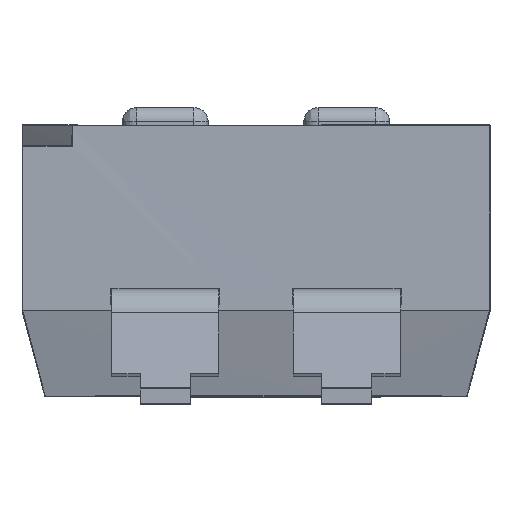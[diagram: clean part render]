
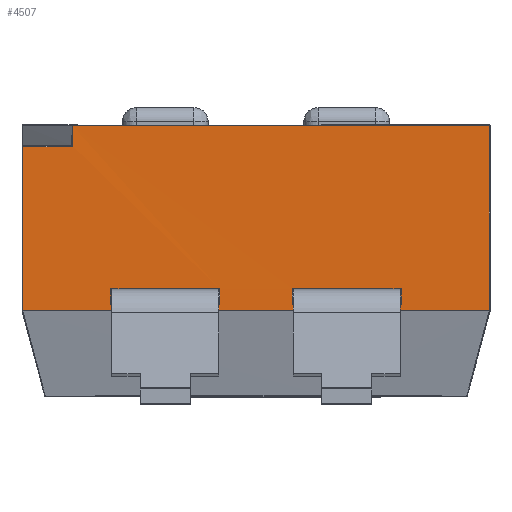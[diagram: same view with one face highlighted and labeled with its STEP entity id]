
A CAD part, top view. The second image highlights one B-rep face of the part: STEP entity #4507.
In plain terms, the highlighted planar face has unit normal (0, 0, 1).
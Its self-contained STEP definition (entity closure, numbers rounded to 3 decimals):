
#46 = VECTOR ( 'NONE', #8686, 1000. ) ;
#69 = EDGE_CURVE ( 'NONE', #3876, #6140, #5789, .T. ) ;
#129 = EDGE_CURVE ( 'NONE', #8609, #5154, #5979, .T. ) ;
#571 = CARTESIAN_POINT ( 'NONE',  ( 3.275, 1.29, 3.35 ) ) ;
#579 = VECTOR ( 'NONE', #8778, 1000. ) ;
#618 = LINE ( 'NONE', #2295, #1760 ) ;
#742 = CARTESIAN_POINT ( 'NONE',  ( 3.275, 3.49, 3.35 ) ) ;
#802 = VECTOR ( 'NONE', #5224, 1000. ) ;
#876 = DIRECTION ( 'NONE',  ( 0., -1., 0. ) ) ;
#945 = VERTEX_POINT ( 'NONE', #8846 ) ;
#999 = CARTESIAN_POINT ( 'NONE',  ( -2.571, 3.499, 3.35 ) ) ;
#1225 = EDGE_CURVE ( 'NONE', #7167, #945, #4695, .T. ) ;
#1302 = VERTEX_POINT ( 'NONE', #4927 ) ;
#1311 = DIRECTION ( 'NONE',  ( -1., 0., 0. ) ) ;
#1357 = DIRECTION ( 'NONE',  ( 1., 0., 0. ) ) ;
#1366 = CARTESIAN_POINT ( 'NONE',  ( 2.03, 1.29, 3.35 ) ) ;
#1419 = ORIENTED_EDGE ( 'NONE', *, *, #7482, .F. ) ;
#1427 = VERTEX_POINT ( 'NONE', #1366 ) ;
#1534 = LINE ( 'NONE', #742, #802 ) ;
#1623 = CARTESIAN_POINT ( 'NONE',  ( -2.573, 3.794, 3.345 ) ) ;
#1760 = VECTOR ( 'NONE', #8154, 1000. ) ;
#1918 = ORIENTED_EDGE ( 'NONE', *, *, #9233, .F. ) ;
#1993 = VECTOR ( 'NONE', #876, 1000. ) ;
#2059 = B_SPLINE_CURVE_WITH_KNOTS ( 'NONE', 3,
 ( #5846, #8791, #999, #4224 ),
 .UNSPECIFIED., .F., .F.,
 ( 4, 4 ),
 ( 0., 1. ),
 .UNSPECIFIED. ) ;
#2064 = EDGE_CURVE ( 'NONE', #1302, #4422, #4214, .T. ) ;
#2088 = CARTESIAN_POINT ( 'NONE',  ( 3.275, 3.79, 3.35 ) ) ;
#2291 = EDGE_LOOP ( 'NONE', ( #9354, #5762, #5347, #1918 ) ) ;
#2295 = CARTESIAN_POINT ( 'NONE',  ( -2.571, 3.8, 3.35 ) ) ;
#2343 = VERTEX_POINT ( 'NONE', #4013 ) ;
#2631 = CARTESIAN_POINT ( 'NONE',  ( 3.275, 1.504, 3.35 ) ) ;
#2996 = CARTESIAN_POINT ( 'NONE',  ( -2.571, 3.51, 3.35 ) ) ;
#3145 = VECTOR ( 'NONE', #4319, 1000. ) ;
#3182 = VECTOR ( 'NONE', #6026, 1000. ) ;
#3209 = ORIENTED_EDGE ( 'NONE', *, *, #129, .F. ) ;
#3520 = CARTESIAN_POINT ( 'NONE',  ( 3.275, 1.504, 3.35 ) ) ;
#3640 = CARTESIAN_POINT ( 'NONE',  ( -2.599, 3.49, 3.35 ) ) ;
#3759 = CARTESIAN_POINT ( 'NONE',  ( -3.265, 3.8, 3.35 ) ) ;
#3806 = EDGE_CURVE ( 'NONE', #4219, #1302, #5216, .T. ) ;
#3855 = VECTOR ( 'NONE', #1311, 1000. ) ;
#3871 = VECTOR ( 'NONE', #1357, 1000. ) ;
#3876 = VERTEX_POINT ( 'NONE', #8895 ) ;
#3929 = VERTEX_POINT ( 'NONE', #1623 ) ;
#3942 = FACE_BOUND ( 'NONE', #9225, .T. ) ;
#4013 = CARTESIAN_POINT ( 'NONE',  ( 0.51, 1.29, 3.35 ) ) ;
#4088 = VERTEX_POINT ( 'NONE', #4404 ) ;
#4214 = LINE ( 'NONE', #4906, #3855 ) ;
#4219 = VERTEX_POINT ( 'NONE', #9218 ) ;
#4224 = CARTESIAN_POINT ( 'NONE',  ( -2.571, 3.51, 3.35 ) ) ;
#4307 = LINE ( 'NONE', #5834, #579 ) ;
#4319 = DIRECTION ( 'NONE',  ( 0., -1., 0. ) ) ;
#4404 = CARTESIAN_POINT ( 'NONE',  ( -3.265, 3.49, 3.35 ) ) ;
#4422 = VERTEX_POINT ( 'NONE', #8085 ) ;
#4507 = ADVANCED_FACE ( 'NONE', ( #6243, #3942, #9195 ), #9100, .F. ) ;
#4556 = VECTOR ( 'NONE', #8196, 1000. ) ;
#4695 = LINE ( 'NONE', #2631, #9118 ) ;
#4785 = EDGE_CURVE ( 'NONE', #1427, #7167, #4307, .T. ) ;
#4850 = EDGE_CURVE ( 'NONE', #3929, #4219, #6555, .T. ) ;
#4906 = CARTESIAN_POINT ( 'NONE',  ( 3.275, 1.201, 3.35 ) ) ;
#4912 = EDGE_LOOP ( 'NONE', ( #8884, #6013, #6740, #7372, #1419, #5725, #9201 ) ) ;
#4927 = CARTESIAN_POINT ( 'NONE',  ( 3.265, 1.201, 3.35 ) ) ;
#5060 = CARTESIAN_POINT ( 'NONE',  ( 3.265, 3.8, 3.35 ) ) ;
#5154 = VERTEX_POINT ( 'NONE', #5236 ) ;
#5216 = LINE ( 'NONE', #5060, #7602 ) ;
#5224 = DIRECTION ( 'NONE',  ( 1., 0., 0. ) ) ;
#5236 = CARTESIAN_POINT ( 'NONE',  ( -0.51, 1.29, 3.35 ) ) ;
#5245 = LINE ( 'NONE', #3759, #3182 ) ;
#5275 = EDGE_CURVE ( 'NONE', #8086, #8280, #2059, .T. ) ;
#5319 = CARTESIAN_POINT ( 'NONE',  ( -2.03, 1.504, 3.35 ) ) ;
#5347 = ORIENTED_EDGE ( 'NONE', *, *, #9599, .F. ) ;
#5362 = LINE ( 'NONE', #5546, #9046 ) ;
#5398 = CARTESIAN_POINT ( 'NONE',  ( 3.275, 1.29, 3.35 ) ) ;
#5469 = EDGE_CURVE ( 'NONE', #6140, #8609, #7014, .T. ) ;
#5546 = CARTESIAN_POINT ( 'NONE',  ( -0.51, 3.8, 3.35 ) ) ;
#5622 = DIRECTION ( 'NONE',  ( -1., 0., 0. ) ) ;
#5725 = ORIENTED_EDGE ( 'NONE', *, *, #2064, .F. ) ;
#5762 = ORIENTED_EDGE ( 'NONE', *, *, #4785, .F. ) ;
#5789 = LINE ( 'NONE', #3520, #46 ) ;
#5834 = CARTESIAN_POINT ( 'NONE',  ( 2.03, 3.8, 3.35 ) ) ;
#5844 = LINE ( 'NONE', #8938, #3145 ) ;
#5846 = CARTESIAN_POINT ( 'NONE',  ( -2.599, 3.49, 3.35 ) ) ;
#5933 = DIRECTION ( 'NONE',  ( 1., 0., 0. ) ) ;
#5979 = LINE ( 'NONE', #5398, #6316 ) ;
#6013 = ORIENTED_EDGE ( 'NONE', *, *, #7515, .F. ) ;
#6026 = DIRECTION ( 'NONE',  ( 0., 1., 0. ) ) ;
#6074 = AXIS2_PLACEMENT_3D ( 'NONE', #7599, #6930, #8474 ) ;
#6140 = VERTEX_POINT ( 'NONE', #5319 ) ;
#6145 = CARTESIAN_POINT ( 'NONE',  ( 2.03, 1.504, 3.35 ) ) ;
#6243 = FACE_OUTER_BOUND ( 'NONE', #4912, .T. ) ;
#6316 = VECTOR ( 'NONE', #5933, 1000. ) ;
#6555 = LINE ( 'NONE', #2088, #3871 ) ;
#6740 = ORIENTED_EDGE ( 'NONE', *, *, #5275, .F. ) ;
#6930 = DIRECTION ( 'NONE',  ( 0., 0., -1. ) ) ;
#7014 = LINE ( 'NONE', #9183, #1993 ) ;
#7104 = EDGE_CURVE ( 'NONE', #4088, #8086, #1534, .T. ) ;
#7167 = VERTEX_POINT ( 'NONE', #6145 ) ;
#7372 = ORIENTED_EDGE ( 'NONE', *, *, #7104, .F. ) ;
#7430 = ORIENTED_EDGE ( 'NONE', *, *, #9342, .F. ) ;
#7482 = EDGE_CURVE ( 'NONE', #4422, #4088, #5245, .T. ) ;
#7515 = EDGE_CURVE ( 'NONE', #8280, #3929, #618, .T. ) ;
#7532 = DIRECTION ( 'NONE',  ( 0., 1., 0. ) ) ;
#7599 = CARTESIAN_POINT ( 'NONE',  ( 3.275, 3.8, 3.35 ) ) ;
#7602 = VECTOR ( 'NONE', #9608, 1000. ) ;
#7728 = ORIENTED_EDGE ( 'NONE', *, *, #69, .F. ) ;
#8085 = CARTESIAN_POINT ( 'NONE',  ( -3.265, 1.201, 3.35 ) ) ;
#8086 = VERTEX_POINT ( 'NONE', #3640 ) ;
#8154 = DIRECTION ( 'NONE',  ( 0., 1., 0. ) ) ;
#8196 = DIRECTION ( 'NONE',  ( 1., 0., 0. ) ) ;
#8280 = VERTEX_POINT ( 'NONE', #2996 ) ;
#8474 = DIRECTION ( 'NONE',  ( -1., 0., 0. ) ) ;
#8609 = VERTEX_POINT ( 'NONE', #9537 ) ;
#8686 = DIRECTION ( 'NONE',  ( -1., 0., 0. ) ) ;
#8778 = DIRECTION ( 'NONE',  ( 0., 1., 0. ) ) ;
#8791 = CARTESIAN_POINT ( 'NONE',  ( -2.584, 3.49, 3.35 ) ) ;
#8846 = CARTESIAN_POINT ( 'NONE',  ( 0.51, 1.504, 3.35 ) ) ;
#8884 = ORIENTED_EDGE ( 'NONE', *, *, #4850, .F. ) ;
#8895 = CARTESIAN_POINT ( 'NONE',  ( -0.51, 1.504, 3.35 ) ) ;
#8924 = LINE ( 'NONE', #571, #4556 ) ;
#8938 = CARTESIAN_POINT ( 'NONE',  ( 0.51, 3.8, 3.35 ) ) ;
#9046 = VECTOR ( 'NONE', #7532, 1000. ) ;
#9100 = PLANE ( 'NONE',  #6074 ) ;
#9118 = VECTOR ( 'NONE', #5622, 1000. ) ;
#9183 = CARTESIAN_POINT ( 'NONE',  ( -2.03, 3.8, 3.35 ) ) ;
#9195 = FACE_BOUND ( 'NONE', #2291, .T. ) ;
#9201 = ORIENTED_EDGE ( 'NONE', *, *, #3806, .F. ) ;
#9218 = CARTESIAN_POINT ( 'NONE',  ( 3.265, 3.79, 3.35 ) ) ;
#9225 = EDGE_LOOP ( 'NONE', ( #7728, #7430, #3209, #9262 ) ) ;
#9233 = EDGE_CURVE ( 'NONE', #945, #2343, #5844, .T. ) ;
#9262 = ORIENTED_EDGE ( 'NONE', *, *, #5469, .F. ) ;
#9342 = EDGE_CURVE ( 'NONE', #5154, #3876, #5362, .T. ) ;
#9354 = ORIENTED_EDGE ( 'NONE', *, *, #1225, .F. ) ;
#9537 = CARTESIAN_POINT ( 'NONE',  ( -2.03, 1.29, 3.35 ) ) ;
#9599 = EDGE_CURVE ( 'NONE', #2343, #1427, #8924, .T. ) ;
#9608 = DIRECTION ( 'NONE',  ( 0., -1., 0. ) ) ;
